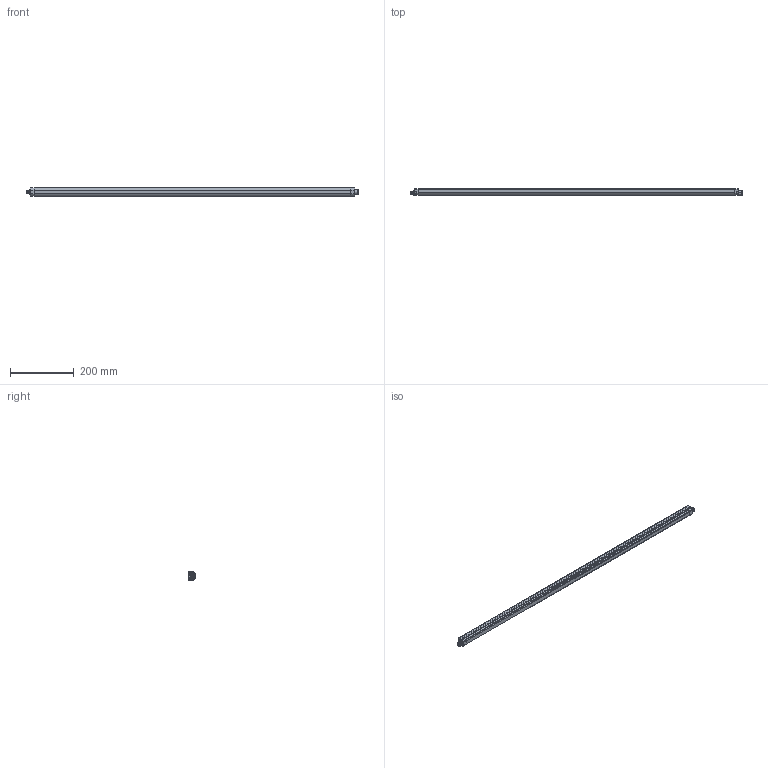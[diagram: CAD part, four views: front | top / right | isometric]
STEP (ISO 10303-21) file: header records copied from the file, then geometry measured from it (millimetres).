
FILE_DESCRIPTION((''),'2;1');
FILE_NAME('154540_SW','2010-11-02T',('banengservice'),('BANNER ENGINEERING'),'PRO/ENGINEER BY PARAMETRIC TECHNOLOGY CORPORATION, 2009141','PRO/ENGINEER BY PARAMETRIC TECHNOLOGY CORPORATION, 2009141','');
FILE_SCHEMA(('CONFIG_CONTROL_DESIGN'));
Products named in the file (1): 154540_SW
Bounding box: 1040 x 21 x 28 mm (x, y, z)
Volume: 224918.3 mm3; surface area: 255731.1 mm2
Topology: 1 solids, 1 shells, 1006 faces, 2518 edges, 1536 vertices
Faces by surface type: cylinder 325, plane 308, bspline 139, cone 128, torus 90, sphere 16
Entity records: 47759 total; most frequent: CARTESIAN_POINT 24358, ORIENTED_EDGE 5020, DIRECTION 4824, EDGE_CURVE 2510, AXIS2_PLACEMENT_3D 1887, VERTEX_POINT 1536, EDGE_LOOP 1064, VECTOR 1050
